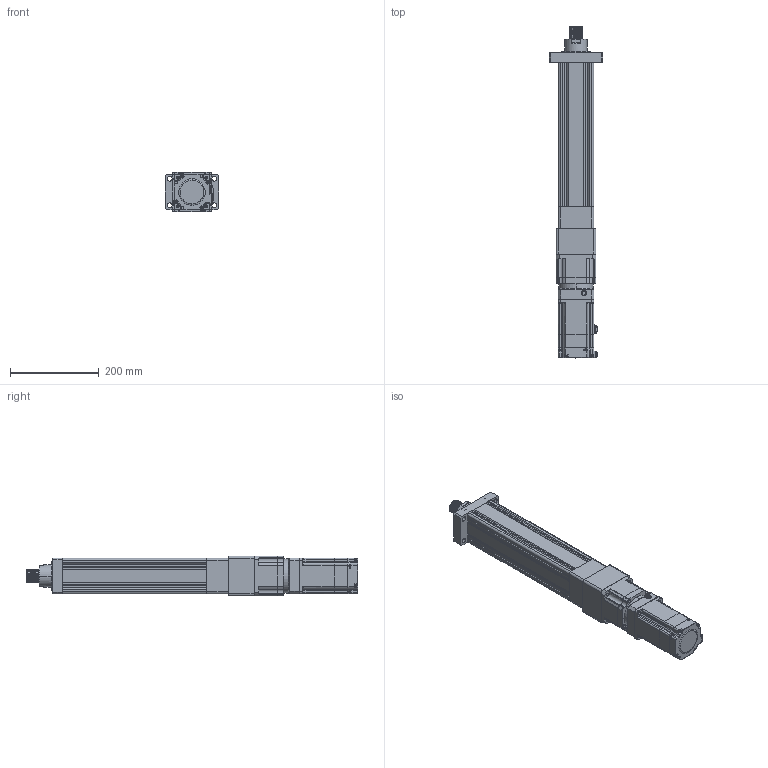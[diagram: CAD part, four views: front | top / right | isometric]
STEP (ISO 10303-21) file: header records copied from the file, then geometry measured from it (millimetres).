
FILE_DESCRIPTION (( 'STEP AP203' ), '1' );
FILE_NAME ('240617-RL-80缸直联200行程装配体.STEP', '2024-06-17T06:33:53', ( '微软用户' ), ( '微软中国' ), 'SwSTEP 2.0', 'SolidWorks 2022', '' );
FILE_SCHEMA (( 'CONFIG_CONTROL_DESIGN' ));
Length unit declared in the file: millimetre
Products named in the file (4): MS6H(S)-80CS(M)30BZ3-20P7; 240617-RL-80缸直联200行程装配体; PGH90-L1-19-70-90-M6-A22; 80缸行程200直连前法兰安装
Assembly tree (3 placements, depth 2):
  240617-RL-80缸直联200行程装配体
    80缸行程200直连前法兰安装
    MS6H(S)-80CS(M)30BZ3-20P7
    PGH90-L1-19-70-90-M6-A22
Bounding box: 120 x 748.1 x 90 mm (x, y, z)
Volume: 2572502.8 mm3; surface area: 489529 mm2
Topology: 21 solids, 54 shells, 1608 faces, 4207 edges, 2657 vertices
Faces by surface type: plane 663, cylinder 635, torus 141, cone 102, sphere 44, bspline 23
Entity records: 62573 total; most frequent: CARTESIAN_POINT 27806, ORIENTED_EDGE 7794, DIRECTION 5609, EDGE_CURVE 4154, VERTEX_POINT 2658, B_SPLINE_CURVE_WITH_KNOTS 2352, AXIS2_PLACEMENT_3D 2315, EDGE_LOOP 1778
